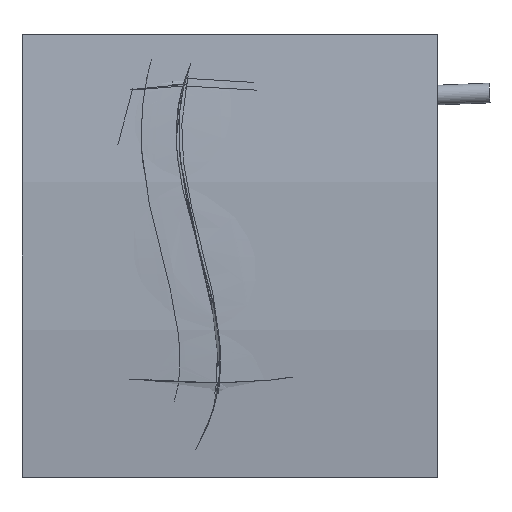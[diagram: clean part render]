
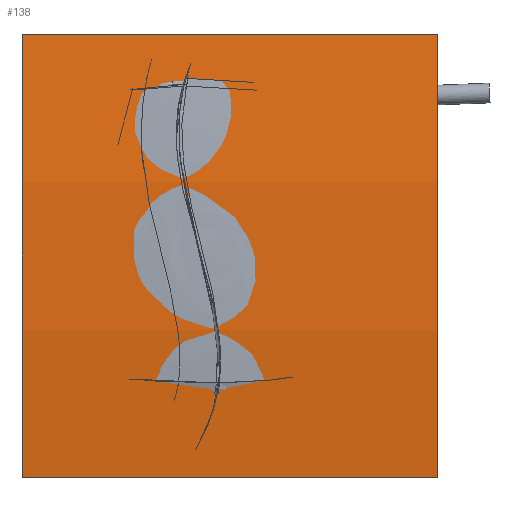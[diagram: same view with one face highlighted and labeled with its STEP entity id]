
A CAD part, left-side view. The second image highlights one B-rep face of the part: STEP entity #138.
In plain terms, the highlighted cylindrical face has radius 501.5 mm (diameter 1003 mm), a partial arc.
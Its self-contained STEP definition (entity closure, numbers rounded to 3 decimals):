
#97=CARTESIAN_POINT('',(-476.5,-38.862,-13.757));
#98=DIRECTION('',(0.,1.,0.));
#99=DIRECTION('',(0.992,0.,0.123));
#100=AXIS2_PLACEMENT_3D('',#97,#98,#99);
#102=DIRECTION('',(0.,1.,0.));
#103=VECTOR('',#102,115.862);
#104=CARTESIAN_POINT('',(21.169,-38.862,-75.625));
#105=LINE('',#104,#103);
#106=CARTESIAN_POINT('',(-476.5,77.,-13.757));
#107=DIRECTION('',(0.,-1.,0.));
#108=DIRECTION('',(0.992,0.,-0.123));
#109=AXIS2_PLACEMENT_3D('',#106,#107,#108);
#111=DIRECTION('',(0.,-1.,0.));
#112=VECTOR('',#111,115.862);
#113=CARTESIAN_POINT('',(21.169,77.,48.112));
#114=LINE('',#113,#112);
#115=CARTESIAN_POINT('',(21.169,-38.862,-75.625));
#116=CARTESIAN_POINT('',(21.169,-38.862,48.112));
#117=VERTEX_POINT('',#115);
#118=VERTEX_POINT('',#116);
#119=CARTESIAN_POINT('',(21.169,77.,-75.625));
#120=CARTESIAN_POINT('',(21.169,77.,48.112));
#121=VERTEX_POINT('',#119);
#122=VERTEX_POINT('',#120);
#123=CARTESIAN_POINT('',(-476.5,-38.862,-13.757));
#124=DIRECTION('',(0.,-1.,0.));
#125=DIRECTION('',(-1.,0.,0.));
#126=AXIS2_PLACEMENT_3D('',#123,#124,#125);
#127=CYLINDRICAL_SURFACE('',#126,501.5);
#129=ORIENTED_EDGE('',*,*,#128,.T.);
#131=ORIENTED_EDGE('',*,*,#130,.T.);
#133=ORIENTED_EDGE('',*,*,#132,.T.);
#135=ORIENTED_EDGE('',*,*,#134,.T.);
#136=EDGE_LOOP('',(#129,#131,#133,#135));
#137=FACE_OUTER_BOUND('',#136,.F.);
#138=ADVANCED_FACE('',(#137),#127,.F.);
#101=CIRCLE('',#100,501.5);
#110=CIRCLE('',#109,501.5);
#128=EDGE_CURVE('',#118,#117,#101,.T.);
#130=EDGE_CURVE('',#117,#121,#105,.T.);
#132=EDGE_CURVE('',#121,#122,#110,.T.);
#134=EDGE_CURVE('',#122,#118,#114,.T.);
